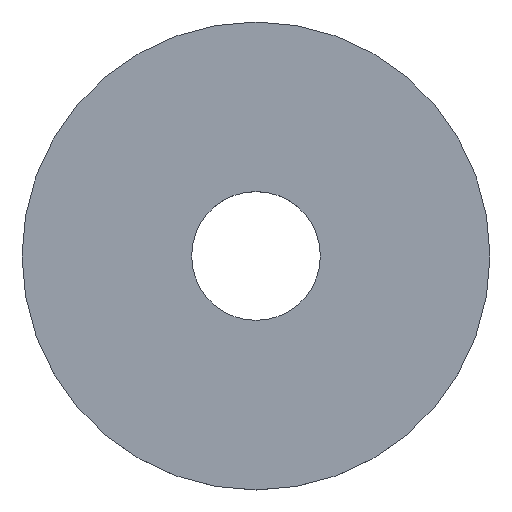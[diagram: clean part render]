
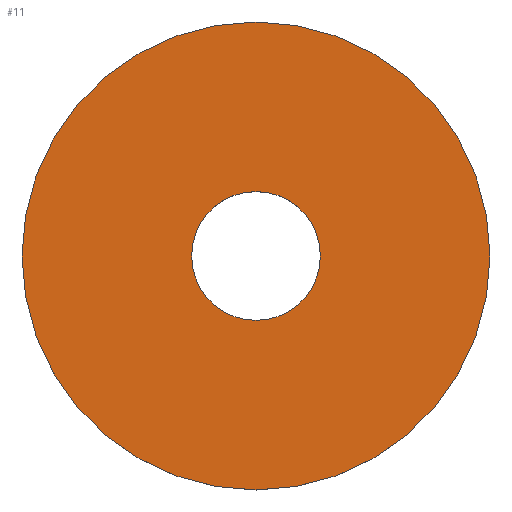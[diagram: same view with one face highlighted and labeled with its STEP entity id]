
A CAD part, top view. The second image highlights one B-rep face of the part: STEP entity #11.
In plain terms, the highlighted planar face has unit normal (0, 0, 1).
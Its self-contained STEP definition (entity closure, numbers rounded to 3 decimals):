
#8 = EDGE_LOOP ( 'NONE', ( #162 ) ) ;
#11 = ADVANCED_FACE ( 'NONE', ( #29, #69 ), #56, .T. ) ;
#12 = CARTESIAN_POINT ( 'NONE',  ( 0., 0., 3. ) ) ;
#21 = DIRECTION ( 'NONE',  ( 0., 1., 0. ) ) ;
#29 = FACE_BOUND ( 'NONE', #8, .T. ) ;
#36 = DIRECTION ( 'NONE',  ( 0., 1., 0. ) ) ;
#44 = CIRCLE ( 'NONE', #140, 40. ) ;
#47 = CARTESIAN_POINT ( 'NONE',  ( 0., 0., 3. ) ) ;
#54 = AXIS2_PLACEMENT_3D ( 'NONE', #130, #87, #116 ) ;
#56 = PLANE ( 'NONE',  #54 ) ;
#64 = VERTEX_POINT ( 'NONE', #142 ) ;
#65 = CARTESIAN_POINT ( 'NONE',  ( 0., 11., 3. ) ) ;
#69 = FACE_OUTER_BOUND ( 'NONE', #108, .T. ) ;
#76 = ORIENTED_EDGE ( 'NONE', *, *, #83, .F. ) ;
#78 = DIRECTION ( 'NONE',  ( 0., 0., -1. ) ) ;
#83 = EDGE_CURVE ( 'NONE', #64, #64, #44, .T. ) ;
#87 = DIRECTION ( 'NONE',  ( 0., 0., 1. ) ) ;
#91 = VERTEX_POINT ( 'NONE', #65 ) ;
#108 = EDGE_LOOP ( 'NONE', ( #76 ) ) ;
#116 = DIRECTION ( 'NONE',  ( 0., -1., 0. ) ) ;
#119 = AXIS2_PLACEMENT_3D ( 'NONE', #47, #78, #21 ) ;
#130 = CARTESIAN_POINT ( 'NONE',  ( 0., 11., 3. ) ) ;
#136 = EDGE_CURVE ( 'NONE', #91, #91, #150, .T. ) ;
#140 = AXIS2_PLACEMENT_3D ( 'NONE', #12, #152, #36 ) ;
#142 = CARTESIAN_POINT ( 'NONE',  ( 0., 40., 3. ) ) ;
#150 = CIRCLE ( 'NONE', #119, 11. ) ;
#152 = DIRECTION ( 'NONE',  ( 0., 0., -1. ) ) ;
#162 = ORIENTED_EDGE ( 'NONE', *, *, #136, .T. ) ;
